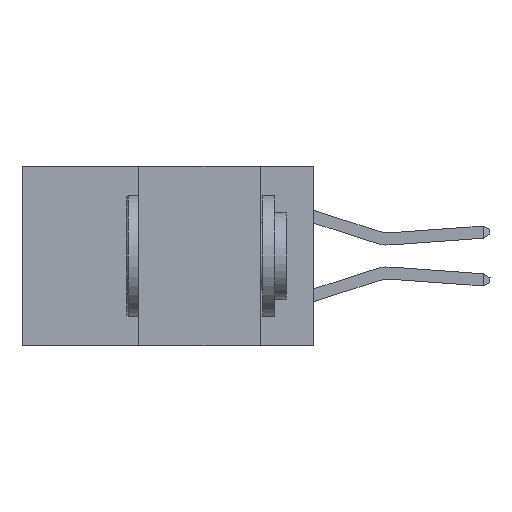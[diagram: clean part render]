
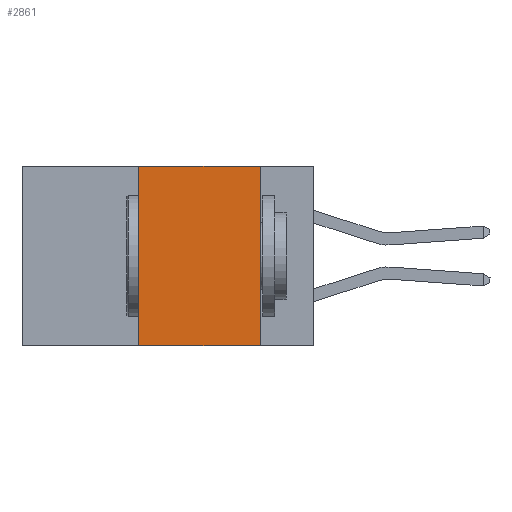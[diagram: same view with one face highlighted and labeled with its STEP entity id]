
A CAD part, left-side view. The second image highlights one B-rep face of the part: STEP entity #2861.
In plain terms, the highlighted planar face has unit normal (-1, 0, 0).
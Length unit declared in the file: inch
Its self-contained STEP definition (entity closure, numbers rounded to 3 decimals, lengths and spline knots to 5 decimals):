
#239 = FACE_OUTER_BOUND ( 'NONE', #30776, .T. ) ;
#1042 = CARTESIAN_POINT ( 'NONE',  ( 0., 0.11, -0.37 ) ) ;
#1169 = PLANE ( 'NONE',  #7674 ) ;
#2841 = VERTEX_POINT ( 'NONE', #1042 ) ;
#2861 = ADVANCED_FACE ( 'NONE', ( #239 ), #1169, .F. ) ;
#7674 = AXIS2_PLACEMENT_3D ( 'NONE', #29356, #20998, #12135 ) ;
#8151 = ORIENTED_EDGE ( 'NONE', *, *, #35747, .F. ) ;
#8435 = VERTEX_POINT ( 'NONE', #12621 ) ;
#9069 = VERTEX_POINT ( 'NONE', #23223 ) ;
#10014 = VECTOR ( 'NONE', #17214, 39.37008 ) ;
#10939 = EDGE_CURVE ( 'NONE', #9069, #22558, #16984, .T. ) ;
#10962 = EDGE_CURVE ( 'NONE', #8435, #2841, #18378, .T. ) ;
#12135 = DIRECTION ( 'NONE',  ( 0., 0., -1. ) ) ;
#12621 = CARTESIAN_POINT ( 'NONE',  ( 0., 0.36, -0.37 ) ) ;
#13014 = EDGE_CURVE ( 'NONE', #8435, #9069, #31342, .T. ) ;
#15976 = VECTOR ( 'NONE', #24296, 39.37008 ) ;
#16613 = DIRECTION ( 'NONE',  ( 0., -1., 0. ) ) ;
#16984 = LINE ( 'NONE', #30636, #17451 ) ;
#17214 = DIRECTION ( 'NONE',  ( 0., -1., 0. ) ) ;
#17451 = VECTOR ( 'NONE', #16613, 39.37008 ) ;
#18378 = LINE ( 'NONE', #23242, #10014 ) ;
#19208 = DIRECTION ( 'NONE',  ( 0., 0., -1. ) ) ;
#20998 = DIRECTION ( 'NONE',  ( 1., 0., 0. ) ) ;
#22558 = VERTEX_POINT ( 'NONE', #31333 ) ;
#23223 = CARTESIAN_POINT ( 'NONE',  ( 0., 0.36, 0. ) ) ;
#23242 = CARTESIAN_POINT ( 'NONE',  ( 0., 0.6, -0.37 ) ) ;
#23712 = LINE ( 'NONE', #36038, #27225 ) ;
#24296 = DIRECTION ( 'NONE',  ( 0., 0., 1. ) ) ;
#27178 = ORIENTED_EDGE ( 'NONE', *, *, #10939, .F. ) ;
#27225 = VECTOR ( 'NONE', #19208, 39.37008 ) ;
#29356 = CARTESIAN_POINT ( 'NONE',  ( 0., 0.6, 0. ) ) ;
#30636 = CARTESIAN_POINT ( 'NONE',  ( 0., 0.6, 0. ) ) ;
#30776 = EDGE_LOOP ( 'NONE', ( #8151, #27178, #33346, #34893 ) ) ;
#31333 = CARTESIAN_POINT ( 'NONE',  ( 0., 0.11, 0. ) ) ;
#31342 = LINE ( 'NONE', #32394, #15976 ) ;
#32394 = CARTESIAN_POINT ( 'NONE',  ( 0., 0.36, 0. ) ) ;
#33346 = ORIENTED_EDGE ( 'NONE', *, *, #13014, .F. ) ;
#34893 = ORIENTED_EDGE ( 'NONE', *, *, #10962, .T. ) ;
#35747 = EDGE_CURVE ( 'NONE', #22558, #2841, #23712, .T. ) ;
#36038 = CARTESIAN_POINT ( 'NONE',  ( 0., 0.11, 0. ) ) ;
